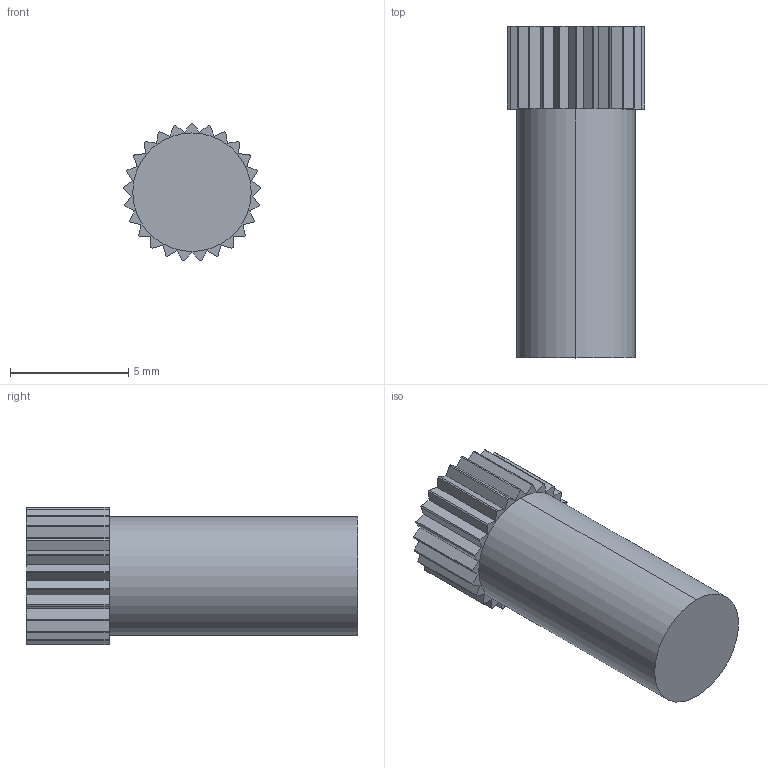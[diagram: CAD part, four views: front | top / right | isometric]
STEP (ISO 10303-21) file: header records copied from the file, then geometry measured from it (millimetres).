
FILE_DESCRIPTION (( 'STEP AP203' ), '1' );
FILE_NAME ('TowerPro-MG995_pulley_Default_sldprt.STEP', '2021-06-03T14:24:02', ( '' ), ( '' ), 'SwSTEP 2.0', 'SolidWorks 2016', '' );
FILE_SCHEMA (( 'CONFIG_CONTROL_DESIGN' ));
Length unit declared in the file: millimetre
Products named in the file (1): TowerPro-MG995_pulley_Default_sldprt
Bounding box: 5.79 x 14 x 5.78 mm (x, y, z)
Volume: 248.3 mm3; surface area: 353.9 mm2
Topology: 1 solids, 1 shells, 86 faces, 245 edges, 161 vertices
Faces by surface type: plane 53, cylinder 29, cone 4
Entity records: 2860 total; most frequent: CARTESIAN_POINT 491, ORIENTED_EDGE 486, DIRECTION 477, EDGE_CURVE 243, LINE 183, VECTOR 183, VERTEX_POINT 161, AXIS2_PLACEMENT_3D 147
